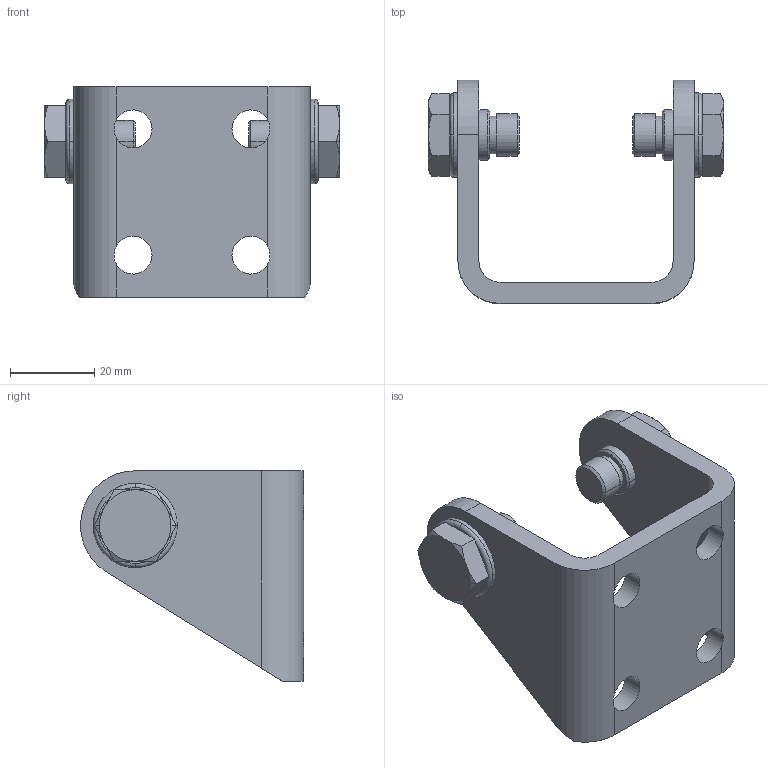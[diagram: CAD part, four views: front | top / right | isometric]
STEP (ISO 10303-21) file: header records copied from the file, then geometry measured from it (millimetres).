
FILE_DESCRIPTION(('STEP AP214'),'1');
FILE_NAME('chape_nf-21040.stp','2017-05-29T14:53:33',('TraceParts'),('TraceParts S.A.'),'Spatial InterOp 3D',' ',' ');
FILE_SCHEMA(('automotive_design'));
Length unit declared in the file: millimetre
Products named in the file (1): chape_nf-21040
Bounding box: 70.1 x 53 x 50 mm (x, y, z)
Volume: 32890.3 mm3; surface area: 14699.8 mm2
Topology: 1 solids, 1 shells, 112 faces, 280 edges, 170 vertices
Faces by surface type: plane 54, cylinder 30, cone 24, torus 4
Entity records: 3561 total; most frequent: CARTESIAN_POINT 871, DIRECTION 588, ORIENTED_EDGE 560, EDGE_CURVE 280, AXIS2_PLACEMENT_3D 235, VERTEX_POINT 170, EDGE_LOOP 120, CIRCLE 118
